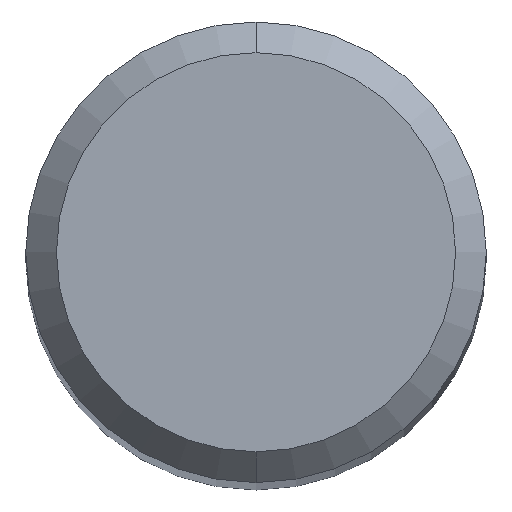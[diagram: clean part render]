
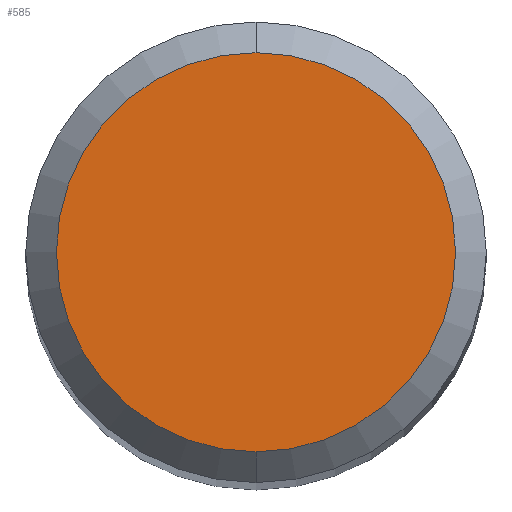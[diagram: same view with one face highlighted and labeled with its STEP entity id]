
A CAD part, top view. The second image highlights one B-rep face of the part: STEP entity #585.
In plain terms, the highlighted planar face has unit normal (0, 0, 1).
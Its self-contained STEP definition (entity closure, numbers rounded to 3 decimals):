
#585=ADVANCED_FACE('',(#1204),#1205,.T.);
#635=EDGE_CURVE('',#823,#865,#1261,.T.);
#823=VERTEX_POINT('',#1461);
#855=EDGE_CURVE('',#865,#823,#1496,.T.);
#865=VERTEX_POINT('',#1508);
#1204=FACE_OUTER_BOUND('',#6325,.T.);
#1205=PLANE('',#6326);
#1261=CIRCLE('',#6690,2.6);
#1461=CARTESIAN_POINT('',(0.0,2.6,0.0));
#1496=CIRCLE('',#7306,2.6);
#1508=CARTESIAN_POINT('',(0.,-2.6,0.0));
#6325=EDGE_LOOP('',(#7758,#7759));
#6326=AXIS2_PLACEMENT_3D('',#7760,#7761,#7762);
#6690=AXIS2_PLACEMENT_3D('',#7841,#7842,#7843);
#7306=AXIS2_PLACEMENT_3D('',#8053,#8054,#8055);
#7758=ORIENTED_EDGE('',*,*,#635,.F.);
#7759=ORIENTED_EDGE('',*,*,#855,.F.);
#7760=CARTESIAN_POINT('',(0.0,1.3,0.0));
#7761=DIRECTION('',(-0.0,0.0,1.0));
#7762=DIRECTION('',(0.0,-1.0,0.0));
#7841=CARTESIAN_POINT('',(0.0,0.0,0.0));
#7842=DIRECTION('',(0.0,0.0,-1.0));
#7843=DIRECTION('',(0.0,1.0,0.0));
#8053=CARTESIAN_POINT('',(0.0,0.0,0.0));
#8054=DIRECTION('',(0.0,0.0,-1.0));
#8055=DIRECTION('',(0.0,1.0,0.0));
